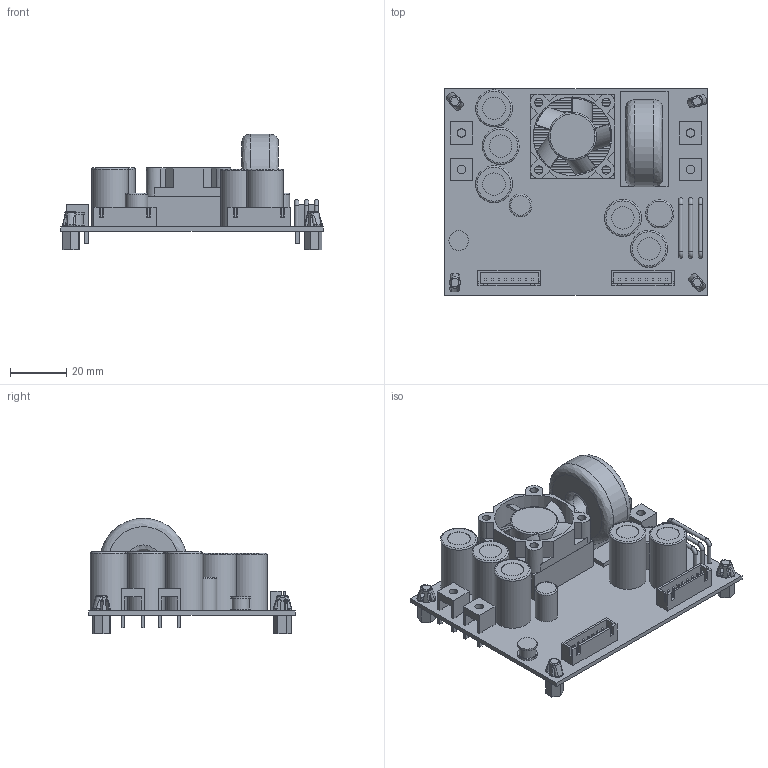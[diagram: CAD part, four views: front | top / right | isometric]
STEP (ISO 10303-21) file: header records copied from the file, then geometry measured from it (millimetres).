
FILE_DESCRIPTION(/* description */ (''),/* implementation_level */ '2;1');
FILE_NAME(/* name */ 'Dps5015 board v2.step',/* time_stamp */ '2018-03-31T17:45:48+02:00',/* author */ (''),/* organization */ (''),/* preprocessor_version */ 'ST-DEVELOPER v16.13',/* originating_system */ 'Autodesk Translation Framework v6.5.0.72',/* authorisation */ '');
FILE_SCHEMA (('AUTOMOTIVE_DESIGN { 1 0 10303 214 3 1 1 }'));
Length unit declared in the file: millimetre
Products named in the file (3): Dps5015 board; stik 8 ben; stik 8 ben v2(Mirror)
Assembly tree (2 placements, depth 2):
  Dps5015 board
    stik 8 ben
    stik 8 ben v2(Mirror)
Bounding box: 93.5 x 73.6 x 40.99 mm (x, y, z)
Volume: 49353.1 mm3; surface area: 44478.3 mm2
Topology: 23 solids, 23 shells, 660 faces, 1663 edges, 1083 vertices
Faces by surface type: plane 420, bspline 107, cylinder 103, cone 24, torus 6
Full cylindrical faces by diameter (mm): 1.5 x9, 3 x12, 3.8 x4, 4 x4, 6 x1, 7 x2, 8 x7, 10 x1, 13.1 x5, 28 x1
Entity records: 29446 total; most frequent: CARTESIAN_POINT 14102, ORIENTED_EDGE 3326, DIRECTION 2710, EDGE_CURVE 1663, VERTEX_POINT 1083, LINE 1020, VECTOR 1020, AXIS2_PLACEMENT_3D 845
